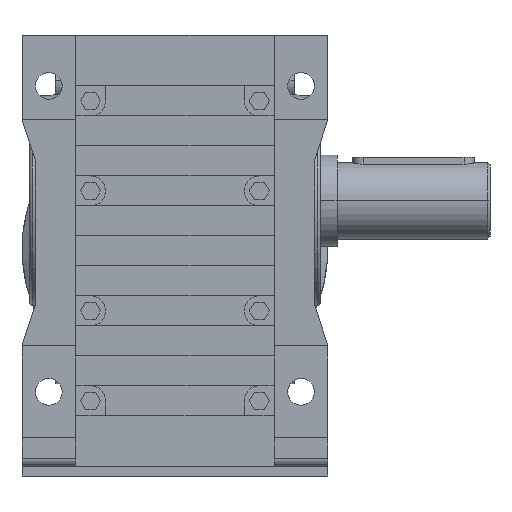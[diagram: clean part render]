
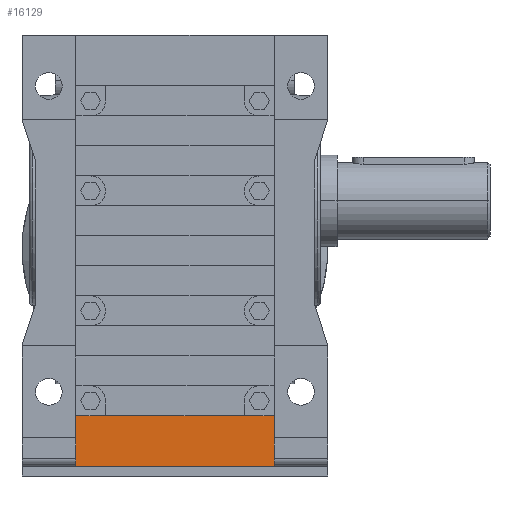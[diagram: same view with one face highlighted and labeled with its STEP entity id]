
A CAD part, top view. The second image highlights one B-rep face of the part: STEP entity #16129.
In plain terms, the highlighted planar face has unit normal (0, 0, 1).
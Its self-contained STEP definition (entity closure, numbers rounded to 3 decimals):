
#1165 = PLANE('',#1166);
#1166 = AXIS2_PLACEMENT_3D('',#1167,#1168,#1169);
#1167 = CARTESIAN_POINT('',(73.75,-173.7,85.));
#1168 = DIRECTION('',(0.,1.,0.));
#1169 = DIRECTION('',(0.,0.,1.));
#4596 = PLANE('',#4597);
#4597 = AXIS2_PLACEMENT_3D('',#4598,#4599,#4600);
#4598 = CARTESIAN_POINT('',(-65.,108.,95.35));
#4599 = DIRECTION('',(-1.,0.,0.));
#4600 = DIRECTION('',(0.,0.,1.));
#5342 = EDGE_CURVE('',#5343,#5345,#5347,.T.);
#5343 = VERTEX_POINT('',#5344);
#5344 = CARTESIAN_POINT('',(-65.,-173.7,95.35));
#5345 = VERTEX_POINT('',#5346);
#5346 = CARTESIAN_POINT('',(65.,-173.7,95.35));
#5347 = SURFACE_CURVE('',#5348,(#5352,#5359),.PCURVE_S1.);
#5348 = LINE('',#5349,#5350);
#5349 = CARTESIAN_POINT('',(-65.,-173.7,95.35));
#5350 = VECTOR('',#5351,1.);
#5351 = DIRECTION('',(1.,0.,0.));
#5352 = PCURVE('',#1165,#5353);
#5353 = DEFINITIONAL_REPRESENTATION('',(#5354),#5358);
#5354 = LINE('',#5355,#5356);
#5355 = CARTESIAN_POINT('',(10.35,-138.75));
#5356 = VECTOR('',#5357,1.);
#5357 = DIRECTION('',(0.,1.));
#5358 = ( GEOMETRIC_REPRESENTATION_CONTEXT(2) 
PARAMETRIC_REPRESENTATION_CONTEXT() REPRESENTATION_CONTEXT('2D SPACE',''
  ) );
#5359 = PCURVE('',#5360,#5365);
#5360 = PLANE('',#5361);
#5361 = AXIS2_PLACEMENT_3D('',#5362,#5363,#5364);
#5362 = CARTESIAN_POINT('',(-65.,-140.7,95.35));
#5363 = DIRECTION('',(0.,0.,-1.));
#5364 = DIRECTION('',(-1.,0.,0.));
#5365 = DEFINITIONAL_REPRESENTATION('',(#5366),#5370);
#5366 = LINE('',#5367,#5368);
#5367 = CARTESIAN_POINT('',(0.,-33.));
#5368 = VECTOR('',#5369,1.);
#5369 = DIRECTION('',(-1.,0.));
#5370 = ( GEOMETRIC_REPRESENTATION_CONTEXT(2) 
PARAMETRIC_REPRESENTATION_CONTEXT() REPRESENTATION_CONTEXT('2D SPACE',''
  ) );
#5474 = PLANE('',#5475);
#5475 = AXIS2_PLACEMENT_3D('',#5476,#5477,#5478);
#5476 = CARTESIAN_POINT('',(65.,108.,95.35));
#5477 = DIRECTION('',(1.,0.,0.));
#5478 = DIRECTION('',(0.,0.,-1.));
#13497 = EDGE_CURVE('',#13498,#5343,#13500,.T.);
#13498 = VERTEX_POINT('',#13499);
#13499 = CARTESIAN_POINT('',(-65.,-140.7,95.35));
#13500 = SURFACE_CURVE('',#13501,(#13505,#13512),.PCURVE_S1.);
#13501 = LINE('',#13502,#13503);
#13502 = CARTESIAN_POINT('',(-65.,-173.7,95.35));
#13503 = VECTOR('',#13504,1.);
#13504 = DIRECTION('',(0.,-1.,0.));
#13505 = PCURVE('',#4596,#13506);
#13506 = DEFINITIONAL_REPRESENTATION('',(#13507),#13511);
#13507 = LINE('',#13508,#13509);
#13508 = CARTESIAN_POINT('',(0.,-281.7));
#13509 = VECTOR('',#13510,1.);
#13510 = DIRECTION('',(0.,-1.));
#13511 = ( GEOMETRIC_REPRESENTATION_CONTEXT(2) 
PARAMETRIC_REPRESENTATION_CONTEXT() REPRESENTATION_CONTEXT('2D SPACE',''
  ) );
#13512 = PCURVE('',#5360,#13513);
#13513 = DEFINITIONAL_REPRESENTATION('',(#13514),#13518);
#13514 = LINE('',#13515,#13516);
#13515 = CARTESIAN_POINT('',(0.,-33.));
#13516 = VECTOR('',#13517,1.);
#13517 = DIRECTION('',(0.,-1.));
#13518 = ( GEOMETRIC_REPRESENTATION_CONTEXT(2) 
PARAMETRIC_REPRESENTATION_CONTEXT() REPRESENTATION_CONTEXT('2D SPACE',''
  ) );
#13536 = PLANE('',#13537);
#13537 = AXIS2_PLACEMENT_3D('',#13538,#13539,#13540);
#13538 = CARTESIAN_POINT('',(-65.,-140.7,95.35));
#13539 = DIRECTION('',(0.,1.,0.));
#13540 = DIRECTION('',(0.,0.,1.));
#16129 = ADVANCED_FACE('',(#16130),#5360,.F.);
#16130 = FACE_BOUND('',#16131,.T.);
#16131 = EDGE_LOOP('',(#16132,#16133,#16134,#16157));
#16132 = ORIENTED_EDGE('',*,*,#13497,.T.);
#16133 = ORIENTED_EDGE('',*,*,#5342,.T.);
#16134 = ORIENTED_EDGE('',*,*,#16135,.T.);
#16135 = EDGE_CURVE('',#5345,#16136,#16138,.T.);
#16136 = VERTEX_POINT('',#16137);
#16137 = CARTESIAN_POINT('',(65.,-140.7,95.35));
#16138 = SURFACE_CURVE('',#16139,(#16143,#16150),.PCURVE_S1.);
#16139 = LINE('',#16140,#16141);
#16140 = CARTESIAN_POINT('',(65.,-173.7,95.35));
#16141 = VECTOR('',#16142,1.);
#16142 = DIRECTION('',(0.,1.,0.));
#16143 = PCURVE('',#5360,#16144);
#16144 = DEFINITIONAL_REPRESENTATION('',(#16145),#16149);
#16145 = LINE('',#16146,#16147);
#16146 = CARTESIAN_POINT('',(-130.,-33.));
#16147 = VECTOR('',#16148,1.);
#16148 = DIRECTION('',(0.,1.));
#16149 = ( GEOMETRIC_REPRESENTATION_CONTEXT(2) 
PARAMETRIC_REPRESENTATION_CONTEXT() REPRESENTATION_CONTEXT('2D SPACE',''
  ) );
#16150 = PCURVE('',#5474,#16151);
#16151 = DEFINITIONAL_REPRESENTATION('',(#16152),#16156);
#16152 = LINE('',#16153,#16154);
#16153 = CARTESIAN_POINT('',(0.,-281.7));
#16154 = VECTOR('',#16155,1.);
#16155 = DIRECTION('',(0.,1.));
#16156 = ( GEOMETRIC_REPRESENTATION_CONTEXT(2) 
PARAMETRIC_REPRESENTATION_CONTEXT() REPRESENTATION_CONTEXT('2D SPACE',''
  ) );
#16157 = ORIENTED_EDGE('',*,*,#16158,.T.);
#16158 = EDGE_CURVE('',#16136,#13498,#16159,.T.);
#16159 = SURFACE_CURVE('',#16160,(#16164,#16171),.PCURVE_S1.);
#16160 = LINE('',#16161,#16162);
#16161 = CARTESIAN_POINT('',(-65.,-140.7,95.35));
#16162 = VECTOR('',#16163,1.);
#16163 = DIRECTION('',(-1.,0.,0.));
#16164 = PCURVE('',#5360,#16165);
#16165 = DEFINITIONAL_REPRESENTATION('',(#16166),#16170);
#16166 = LINE('',#16167,#16168);
#16167 = CARTESIAN_POINT('',(0.,0.));
#16168 = VECTOR('',#16169,1.);
#16169 = DIRECTION('',(1.,0.));
#16170 = ( GEOMETRIC_REPRESENTATION_CONTEXT(2) 
PARAMETRIC_REPRESENTATION_CONTEXT() REPRESENTATION_CONTEXT('2D SPACE',''
  ) );
#16171 = PCURVE('',#13536,#16172);
#16172 = DEFINITIONAL_REPRESENTATION('',(#16173),#16177);
#16173 = LINE('',#16174,#16175);
#16174 = CARTESIAN_POINT('',(0.,0.));
#16175 = VECTOR('',#16176,1.);
#16176 = DIRECTION('',(0.,-1.));
#16177 = ( GEOMETRIC_REPRESENTATION_CONTEXT(2) 
PARAMETRIC_REPRESENTATION_CONTEXT() REPRESENTATION_CONTEXT('2D SPACE',''
  ) );
